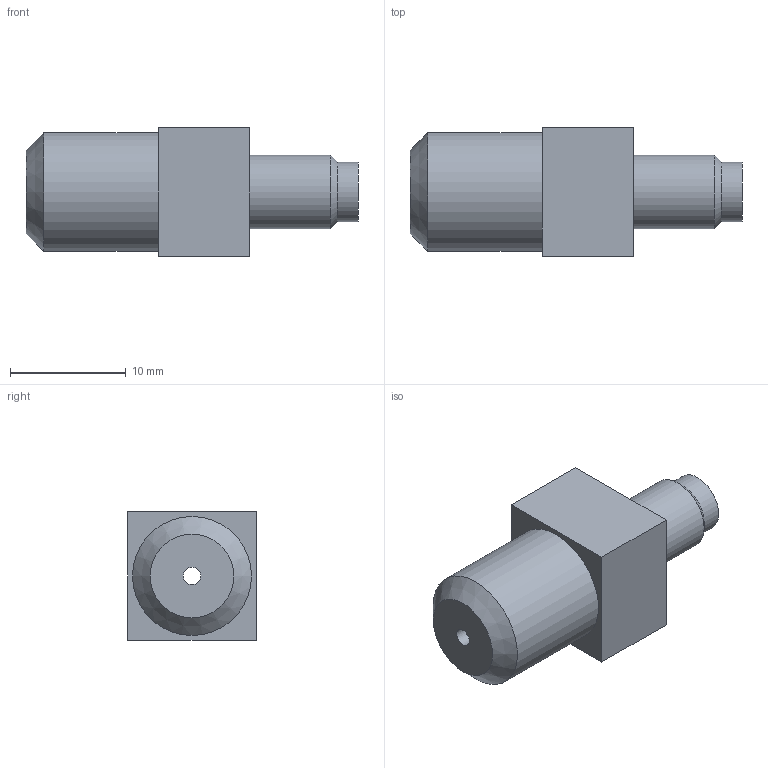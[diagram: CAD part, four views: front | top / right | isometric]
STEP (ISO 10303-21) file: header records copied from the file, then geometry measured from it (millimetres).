
FILE_DESCRIPTION(/* description */ ('Pipe adapter, male 1/4-28 to male NPT'),/* implementation_level */ '2;1');
FILE_NAME(/* name */ '312785-CEPA2PK Pipe adapter male to male NPT.stp',/* time_stamp */ '2016-05-11T10:31:00+02:00',/* author */ ('Franzp'),/* organization */ (''),/* preprocessor_version */ 'ST-DEVELOPER v15.6',/* originating_system */ 'Autodesk Inventor 2015',/* authorisation */ '');
FILE_SCHEMA (('AUTOMOTIVE_DESIGN { 1 0 10303 214 3 1 1 }'));
Length unit declared in the file: millimetre
Products named in the file (1): 312785
Bounding box: 28.7 x 11.1 x 11.1 mm (x, y, z)
Volume: 2108.5 mm3; surface area: 1240.4 mm2
Topology: 1 solids, 1 shells, 18 faces, 40 edges, 26 vertices
Faces by surface type: cylinder 8, plane 8, cone 2
Full cylindrical faces by diameter (mm): 1.524 x1, 5.131 x1, 6.35 x1, 10.287 x1
Entity records: 494 total; most frequent: DIRECTION 88, CARTESIAN_POINT 77, ORIENTED_EDGE 66, AXIS2_PLACEMENT_3D 36, EDGE_CURVE 33, EDGE_LOOP 28, VERTEX_POINT 25, FACE_OUTER_BOUND 18
